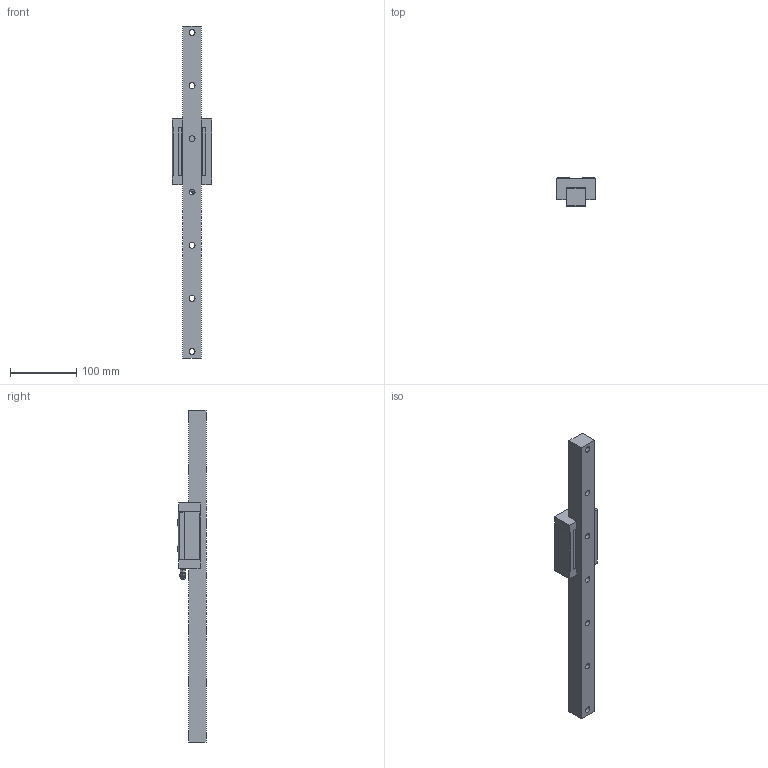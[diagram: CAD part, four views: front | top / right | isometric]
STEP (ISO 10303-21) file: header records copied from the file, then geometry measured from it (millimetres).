
FILE_DESCRIPTION((''),'2;1');
FILE_NAME('BRS30-U0_MISUMI_ASM','2013-03-29T',('SM6131'),(''),'PRO/ENGINEER BY PARAMETRIC TECHNOLOGY CORPORATION, 2009460','PRO/ENGINEER BY PARAMETRIC TECHNOLOGY CORPORATION, 2009460','');
FILE_SCHEMA(('CONFIG_CONTROL_DESIGN'));
Length unit declared in the file: millimetre
Products named in the file (5): BRR30_MISUMI_INST; BRC30-U0; VN-SB-M6-06-00; BRC30-U0_9_ASM; BRS30-U0_MISUMI_ASM
Assembly tree (4 placements, depth 3):
  BRS30-U0_MISUMI_ASM
    BRR30_MISUMI_INST
    BRC30-U0_9_ASM
      BRC30-U0
      VN-SB-M6-06-00
Bounding box: 59.95 x 42.2 x 500 mm (x, y, z)
Volume: 467040.1 mm3; surface area: 94686.2 mm2
Topology: 3 solids, 11 shells, 228 faces, 566 edges, 360 vertices
Faces by surface type: plane 98, cylinder 81, cone 21, bspline 20, sphere 4, torus 4
Entity records: 8606 total; most frequent: CARTESIAN_POINT 3174, DIRECTION 1092, ORIENTED_EDGE 1092, EDGE_CURVE 554, AXIS2_PLACEMENT_3D 406, VERTEX_POINT 360, VECTOR 280, LINE 280
